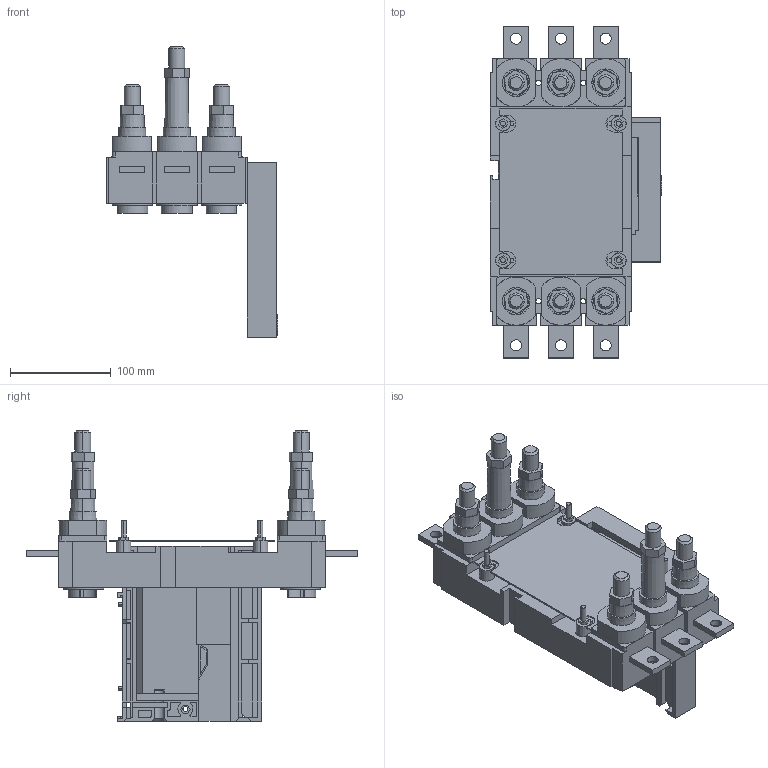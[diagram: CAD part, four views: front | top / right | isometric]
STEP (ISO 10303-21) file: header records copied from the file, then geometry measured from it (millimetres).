
FILE_DESCRIPTION (( 'STEP AP214' ), '1' );
FILE_NAME ('Ïàíåëü âòû÷íàÿ PM-99-2 çàäíåãî ïðèñîåäèíåíèÿ äëÿ ÂÀ-99 400À.STEP', '2018-08-22T12:15:34', ( '' ), ( '' ), 'SwSTEP 2.0', 'SolidWorks 2017', '' );
FILE_SCHEMA (( 'AUTOMOTIVE_DESIGN' ));
Length unit declared in the file: millimetre
Products named in the file (1): Ïàíåëü âòû÷íàÿ PM-99-2 çàäíåãî ïðèñîåäèíåíèÿ äëÿ ÂÀ-99 400À
Bounding box: 170 x 330 x 288.5 mm (x, y, z)
Volume: 1854056.6 mm3; surface area: 380353.9 mm2
Topology: 2 solids, 2 shells, 1072 faces, 2855 edges, 1849 vertices
Faces by surface type: plane 780, cylinder 211, cone 45, torus 36
Entity records: 41509 total; most frequent: CARTESIAN_POINT 7371, ORIENTED_EDGE 5710, DIRECTION 5406, EDGE_CURVE 2855, LINE 1862, VECTOR 1862, VERTEX_POINT 1849, AXIS2_PLACEMENT_3D 1772
